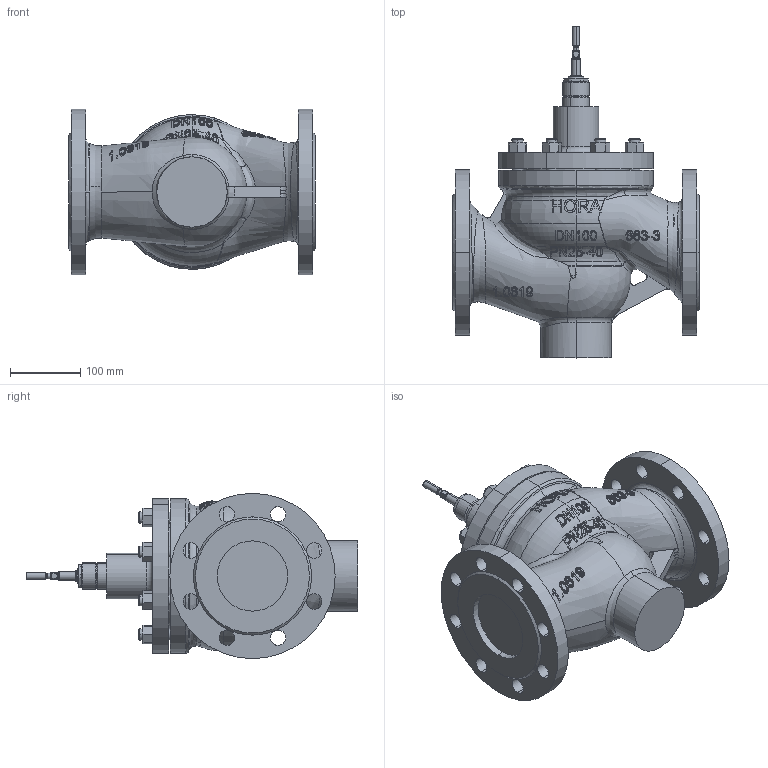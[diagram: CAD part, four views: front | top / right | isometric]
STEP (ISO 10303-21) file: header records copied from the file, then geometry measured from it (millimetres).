
FILE_DESCRIPTION (( 'STEP AP203' ), '1' );
FILE_NAME ('BR240S DN100 XXX PN25-40 for MC_STEP (Defeature).STEP', '2015-03-09T12:23:58', ( 'HORA' ), ( 'Holter Regelamaturen GmbH & Co. KG' ), 'SwSTEP 2.0', 'SolidWorks 2014', '' );
FILE_SCHEMA (( 'CONFIG_CONTROL_DESIGN' ));
Products named in the file (1): BR240S DN100 XXX PN25-40 for MC_STEP (Defeature)
Bounding box: 350 x 472 x 235 mm (x, y, z)
Volume: 10908121.5 mm3; surface area: 529824.2 mm2
Topology: 1 solids, 1 shells, 825 faces, 2160 edges, 1381 vertices
Faces by surface type: bspline 246, plane 235, cone 139, cylinder 112, torus 91, sphere 2
Entity records: 178097 total; most frequent: CARTESIAN_POINT 159887, ORIENTED_EDGE 4302, DIRECTION 2949, EDGE_CURVE 2151, VERTEX_POINT 1377, AXIS2_PLACEMENT_3D 1212, B_SPLINE_CURVE_WITH_KNOTS 992, EDGE_LOOP 924
